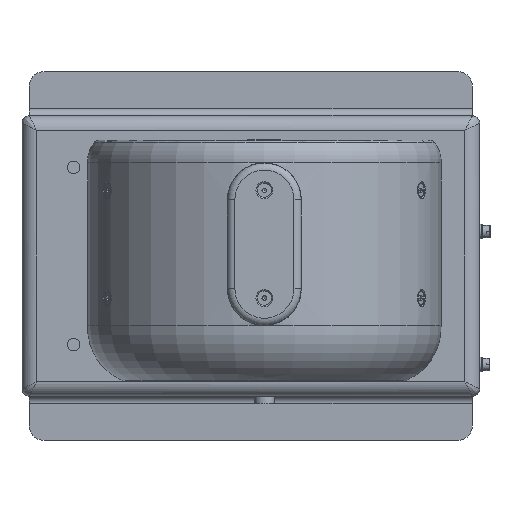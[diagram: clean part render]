
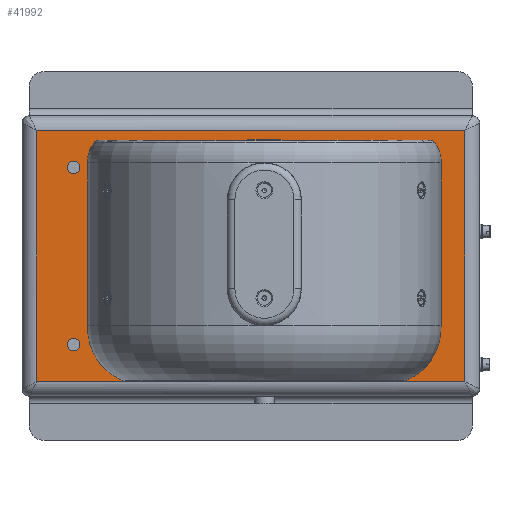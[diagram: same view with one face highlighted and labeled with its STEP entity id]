
A CAD part, front view. The second image highlights one B-rep face of the part: STEP entity #41992.
In plain terms, the highlighted planar face has unit normal (0, -1, 0).
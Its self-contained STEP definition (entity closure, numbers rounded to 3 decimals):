
#254 = VECTOR ( 'NONE', #37822, 1000. ) ;
#1013 = VERTEX_POINT ( 'NONE', #57104 ) ;
#1172 = CIRCLE ( 'NONE', #9272, 60. ) ;
#1801 = CARTESIAN_POINT ( 'NONE',  ( -269.557, -28.177, 4.248 ) ) ;
#2132 = CARTESIAN_POINT ( 'NONE',  ( -244.557, -28.177, 24.998 ) ) ;
#2440 = DIRECTION ( 'NONE',  ( 0., 0., -1. ) ) ;
#2741 = CIRCLE ( 'NONE', #10918, 4.25 ) ;
#5609 = EDGE_CURVE ( 'NONE', #1013, #16085, #56501, .T. ) ;
#6876 = CIRCLE ( 'NONE', #42204, 4.25 ) ;
#6921 = CARTESIAN_POINT ( 'NONE',  ( -244.557, -28.177, 29.248 ) ) ;
#7013 = AXIS2_PLACEMENT_3D ( 'NONE', #6921, #27725, #2440 ) ;
#7204 = LINE ( 'NONE', #1801, #31873 ) ;
#7773 = EDGE_LOOP ( 'NONE', ( #49663 ) ) ;
#9041 = VERTEX_POINT ( 'NONE', #28718 ) ;
#9272 = AXIS2_PLACEMENT_3D ( 'NONE', #15840, #35115, #24763 ) ;
#9416 = LINE ( 'NONE', #56586, #254 ) ;
#10918 = AXIS2_PLACEMENT_3D ( 'NONE', #56026, #17434, #36643 ) ;
#12784 = FACE_BOUND ( 'NONE', #61866, .T. ) ;
#13220 = AXIS2_PLACEMENT_3D ( 'NONE', #18157, #61179, #32029 ) ;
#13911 = DIRECTION ( 'NONE',  ( 0., -1., 0. ) ) ;
#14866 = VERTEX_POINT ( 'NONE', #19960 ) ;
#15840 = CARTESIAN_POINT ( 'NONE',  ( -115.399, -28.177, 97.248 ) ) ;
#15886 = ORIENTED_EDGE ( 'NONE', *, *, #49686, .F. ) ;
#16085 = VERTEX_POINT ( 'NONE', #28945 ) ;
#17069 = EDGE_CURVE ( 'NONE', #58466, #58466, #24546, .T. ) ;
#17406 = EDGE_LOOP ( 'NONE', ( #47632 ) ) ;
#17407 = EDGE_CURVE ( 'NONE', #9041, #44639, #9416, .T. ) ;
#17434 = DIRECTION ( 'NONE',  ( 0., -1., 0. ) ) ;
#18157 = CARTESIAN_POINT ( 'NONE',  ( -269.557, -28.177, 174.248 ) ) ;
#19942 = VECTOR ( 'NONE', #51264, 1000. ) ;
#19960 = CARTESIAN_POINT ( 'NONE',  ( -115.399, -28.177, 37.248 ) ) ;
#19999 = EDGE_CURVE ( 'NONE', #29321, #29321, #6876, .T. ) ;
#21451 = DIRECTION ( 'NONE',  ( -1., 0., 0. ) ) ;
#23248 = FACE_OUTER_BOUND ( 'NONE', #34315, .T. ) ;
#24546 = CIRCLE ( 'NONE', #48765, 4.25 ) ;
#24763 = DIRECTION ( 'NONE',  ( 0., 0., -1. ) ) ;
#25465 = EDGE_CURVE ( 'NONE', #38874, #38874, #2741, .T. ) ;
#25968 = CARTESIAN_POINT ( 'NONE',  ( -6.755, -28.177, 29.248 ) ) ;
#26234 = ORIENTED_EDGE ( 'NONE', *, *, #17069, .F. ) ;
#27030 = ORIENTED_EDGE ( 'NONE', *, *, #49092, .F. ) ;
#27203 = EDGE_CURVE ( 'NONE', #14866, #14866, #1172, .T. ) ;
#27725 = DIRECTION ( 'NONE',  ( 0., -1., 0. ) ) ;
#28718 = CARTESIAN_POINT ( 'NONE',  ( 20.443, -28.177, 174.248 ) ) ;
#28945 = CARTESIAN_POINT ( 'NONE',  ( -269.557, -28.177, 174.248 ) ) ;
#29321 = VERTEX_POINT ( 'NONE', #48619 ) ;
#30248 = CIRCLE ( 'NONE', #7013, 4.25 ) ;
#31005 = ORIENTED_EDGE ( 'NONE', *, *, #5609, .F. ) ;
#31873 = VECTOR ( 'NONE', #21451, 1000. ) ;
#32029 = DIRECTION ( 'NONE',  ( 0., 0., -1. ) ) ;
#32954 = FACE_BOUND ( 'NONE', #7773, .T. ) ;
#34315 = EDGE_LOOP ( 'NONE', ( #31005, #27030, #43327, #15886 ) ) ;
#34775 = DIRECTION ( 'NONE',  ( 0., 0., -1. ) ) ;
#35115 = DIRECTION ( 'NONE',  ( 0., -1., 0. ) ) ;
#36643 = DIRECTION ( 'NONE',  ( 0., 0., -1. ) ) ;
#36984 = VECTOR ( 'NONE', #37417, 1000. ) ;
#37417 = DIRECTION ( 'NONE',  ( 0., 0., 1. ) ) ;
#37822 = DIRECTION ( 'NONE',  ( 0., 0., -1. ) ) ;
#37904 = CARTESIAN_POINT ( 'NONE',  ( -244.557, -28.177, 149.248 ) ) ;
#38874 = VERTEX_POINT ( 'NONE', #48728 ) ;
#39908 = CARTESIAN_POINT ( 'NONE',  ( 20.443, -28.177, 4.248 ) ) ;
#39948 = EDGE_CURVE ( 'NONE', #40464, #40464, #30248, .T. ) ;
#40464 = VERTEX_POINT ( 'NONE', #2132 ) ;
#40468 = DIRECTION ( 'NONE',  ( 0., -1., 0. ) ) ;
#41992 = ADVANCED_FACE ( 'NONE', ( #56137, #23248, #32954, #12784, #42156, #52336 ), #61492, .T. ) ;
#42156 = FACE_BOUND ( 'NONE', #59155, .T. ) ;
#42196 = CARTESIAN_POINT ( 'NONE',  ( -269.557, -28.177, 174.248 ) ) ;
#42204 = AXIS2_PLACEMENT_3D ( 'NONE', #25968, #40468, #34775 ) ;
#42911 = CARTESIAN_POINT ( 'NONE',  ( -244.557, -28.177, 144.998 ) ) ;
#43327 = ORIENTED_EDGE ( 'NONE', *, *, #17407, .F. ) ;
#44639 = VERTEX_POINT ( 'NONE', #39908 ) ;
#45535 = CARTESIAN_POINT ( 'NONE',  ( -269.557, -28.177, 174.248 ) ) ;
#46080 = ORIENTED_EDGE ( 'NONE', *, *, #39948, .F. ) ;
#46805 = DIRECTION ( 'NONE',  ( 0., 0., -1. ) ) ;
#47632 = ORIENTED_EDGE ( 'NONE', *, *, #27203, .F. ) ;
#48619 = CARTESIAN_POINT ( 'NONE',  ( -6.755, -28.177, 24.998 ) ) ;
#48728 = CARTESIAN_POINT ( 'NONE',  ( -6.755, -28.177, 144.998 ) ) ;
#48765 = AXIS2_PLACEMENT_3D ( 'NONE', #37904, #13911, #46805 ) ;
#49092 = EDGE_CURVE ( 'NONE', #44639, #1013, #7204, .T. ) ;
#49663 = ORIENTED_EDGE ( 'NONE', *, *, #25465, .F. ) ;
#49686 = EDGE_CURVE ( 'NONE', #16085, #9041, #60423, .T. ) ;
#51264 = DIRECTION ( 'NONE',  ( 1., 0., 0. ) ) ;
#52207 = ORIENTED_EDGE ( 'NONE', *, *, #19999, .F. ) ;
#52336 = FACE_BOUND ( 'NONE', #52841, .T. ) ;
#52841 = EDGE_LOOP ( 'NONE', ( #46080 ) ) ;
#56026 = CARTESIAN_POINT ( 'NONE',  ( -6.755, -28.177, 149.248 ) ) ;
#56137 = FACE_BOUND ( 'NONE', #17406, .T. ) ;
#56501 = LINE ( 'NONE', #42196, #36984 ) ;
#56586 = CARTESIAN_POINT ( 'NONE',  ( 20.443, -28.177, 174.248 ) ) ;
#57104 = CARTESIAN_POINT ( 'NONE',  ( -269.557, -28.177, 4.248 ) ) ;
#58466 = VERTEX_POINT ( 'NONE', #42911 ) ;
#59155 = EDGE_LOOP ( 'NONE', ( #26234 ) ) ;
#60423 = LINE ( 'NONE', #45535, #19942 ) ;
#61179 = DIRECTION ( 'NONE',  ( 0., -1., 0. ) ) ;
#61492 = PLANE ( 'NONE',  #13220 ) ;
#61866 = EDGE_LOOP ( 'NONE', ( #52207 ) ) ;
